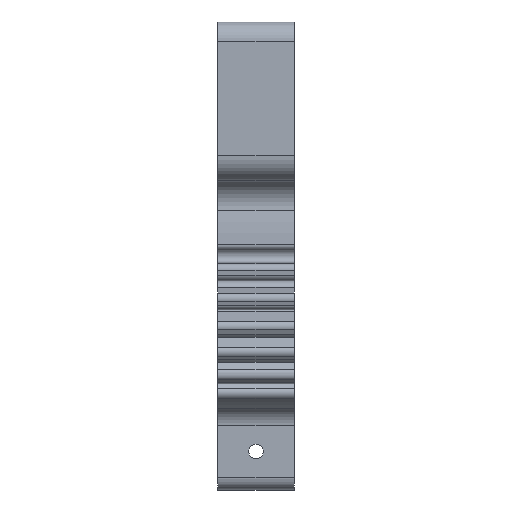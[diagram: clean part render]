
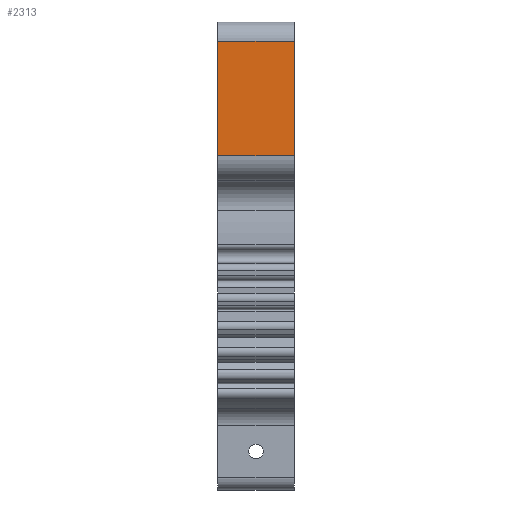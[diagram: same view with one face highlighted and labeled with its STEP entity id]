
A CAD part, left-side view. The second image highlights one B-rep face of the part: STEP entity #2313.
In plain terms, the highlighted planar face has unit normal (-1, 0, 0).
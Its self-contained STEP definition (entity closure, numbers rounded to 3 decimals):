
#51=PLANE('',#2565);
#149=FACE_OUTER_BOUND('',#274,.T.);
#274=EDGE_LOOP('',(#1890,#1891,#1892,#1893));
#344=LINE('',#3509,#555);
#468=LINE('',#3907,#679);
#469=LINE('',#3910,#680);
#470=LINE('',#3911,#681);
#555=VECTOR('',#2751,10.);
#679=VECTOR('',#3177,10.);
#680=VECTOR('',#3180,10.);
#681=VECTOR('',#3181,10.);
#947=VERTEX_POINT('',#3506);
#948=VERTEX_POINT('',#3508);
#1071=VERTEX_POINT('',#3905);
#1072=VERTEX_POINT('',#3909);
#1183=EDGE_CURVE('',#948,#947,#344,.T.);
#1382=EDGE_CURVE('',#947,#1071,#468,.T.);
#1383=EDGE_CURVE('',#1072,#1071,#469,.T.);
#1384=EDGE_CURVE('',#948,#1072,#470,.T.);
#1890=ORIENTED_EDGE('',*,*,#1183,.T.);
#1891=ORIENTED_EDGE('',*,*,#1382,.T.);
#1892=ORIENTED_EDGE('',*,*,#1383,.F.);
#1893=ORIENTED_EDGE('',*,*,#1384,.F.);
#2313=ADVANCED_FACE('',(#149),#51,.T.);
#2565=AXIS2_PLACEMENT_3D('',#3908,#3178,#3179);
#2751=DIRECTION('',(0.,0.,1.));
#3177=DIRECTION('',(0.,1.,0.));
#3178=DIRECTION('center_axis',(-1.,0.,0.));
#3179=DIRECTION('ref_axis',(0.,0.,1.));
#3180=DIRECTION('',(0.,0.,1.));
#3181=DIRECTION('',(0.,1.,0.));
#3506=CARTESIAN_POINT('',(-33.,0.,32.383));
#3508=CARTESIAN_POINT('',(-33.,0.,14.378));
#3509=CARTESIAN_POINT('',(-33.,0.,14.378));
#3905=CARTESIAN_POINT('',(-33.,12.,32.383));
#3907=CARTESIAN_POINT('',(-33.,0.,32.383));
#3908=CARTESIAN_POINT('Origin',(-33.,0.,14.378));
#3909=CARTESIAN_POINT('',(-33.,12.,14.378));
#3910=CARTESIAN_POINT('',(-33.,12.,14.378));
#3911=CARTESIAN_POINT('',(-33.,0.,14.378));
